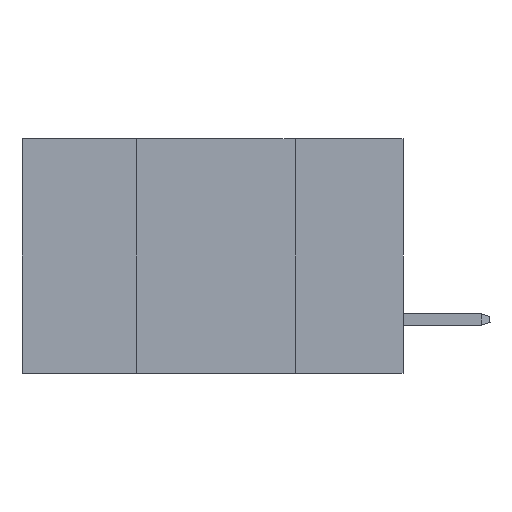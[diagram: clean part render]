
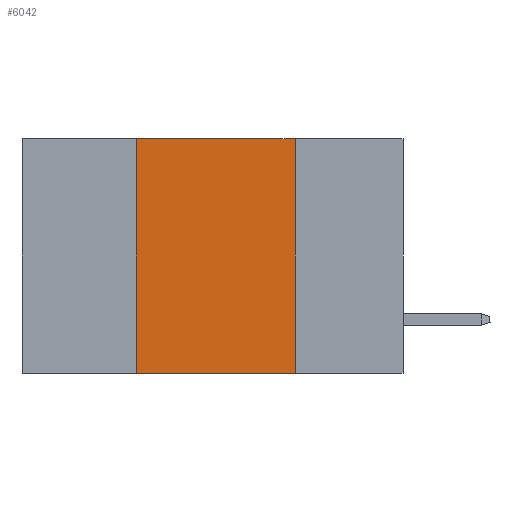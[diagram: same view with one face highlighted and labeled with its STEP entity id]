
A CAD part, left-side view. The second image highlights one B-rep face of the part: STEP entity #6042.
In plain terms, the highlighted planar face has unit normal (-1, 0, 0).
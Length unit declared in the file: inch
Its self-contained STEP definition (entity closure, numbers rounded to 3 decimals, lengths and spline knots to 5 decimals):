
#375 = EDGE_CURVE ( 'NONE', #11595, #5557, #5127, .T. ) ;
#658 = CARTESIAN_POINT ( 'NONE',  ( 0., 0.6, 0. ) ) ;
#2557 = ORIENTED_EDGE ( 'NONE', *, *, #14056, .F. ) ;
#2856 = FACE_OUTER_BOUND ( 'NONE', #14836, .T. ) ;
#3034 = CARTESIAN_POINT ( 'NONE',  ( 0., 0.6, 0. ) ) ;
#3347 = LINE ( 'NONE', #658, #7899 ) ;
#4275 = DIRECTION ( 'NONE',  ( 1., 0., 0. ) ) ;
#4614 = EDGE_CURVE ( 'NONE', #13527, #15807, #10811, .T. ) ;
#5127 = LINE ( 'NONE', #10583, #11523 ) ;
#5557 = VERTEX_POINT ( 'NONE', #10752 ) ;
#6042 = ADVANCED_FACE ( 'NONE', ( #2856 ), #8315, .F. ) ;
#7899 = VECTOR ( 'NONE', #16972, 39.37008 ) ;
#8315 = PLANE ( 'NONE',  #16676 ) ;
#8935 = LINE ( 'NONE', #14351, #13442 ) ;
#9206 = DIRECTION ( 'NONE',  ( 0., -1., 0. ) ) ;
#9253 = DIRECTION ( 'NONE',  ( 0., 0., -1. ) ) ;
#9411 = EDGE_CURVE ( 'NONE', #13527, #5557, #8935, .T. ) ;
#9841 = DIRECTION ( 'NONE',  ( 0., 0., -1. ) ) ;
#10583 = CARTESIAN_POINT ( 'NONE',  ( 0., 0.17, 0. ) ) ;
#10632 = CARTESIAN_POINT ( 'NONE',  ( 0., 0.42, 0. ) ) ;
#10752 = CARTESIAN_POINT ( 'NONE',  ( 0., 0.17, -0.37 ) ) ;
#10811 = LINE ( 'NONE', #10632, #13487 ) ;
#11523 = VECTOR ( 'NONE', #9253, 39.37008 ) ;
#11595 = VERTEX_POINT ( 'NONE', #11721 ) ;
#11721 = CARTESIAN_POINT ( 'NONE',  ( 0., 0.17, 0. ) ) ;
#12891 = CARTESIAN_POINT ( 'NONE',  ( 0., 0.42, 0. ) ) ;
#13442 = VECTOR ( 'NONE', #9206, 39.37008 ) ;
#13487 = VECTOR ( 'NONE', #16041, 39.37008 ) ;
#13527 = VERTEX_POINT ( 'NONE', #14065 ) ;
#13962 = ORIENTED_EDGE ( 'NONE', *, *, #375, .F. ) ;
#14056 = EDGE_CURVE ( 'NONE', #15807, #11595, #3347, .T. ) ;
#14065 = CARTESIAN_POINT ( 'NONE',  ( 0., 0.42, -0.37 ) ) ;
#14351 = CARTESIAN_POINT ( 'NONE',  ( 0., 0.6, -0.37 ) ) ;
#14836 = EDGE_LOOP ( 'NONE', ( #13962, #2557, #16859, #15744 ) ) ;
#15744 = ORIENTED_EDGE ( 'NONE', *, *, #9411, .T. ) ;
#15807 = VERTEX_POINT ( 'NONE', #12891 ) ;
#16041 = DIRECTION ( 'NONE',  ( 0., 0., 1. ) ) ;
#16676 = AXIS2_PLACEMENT_3D ( 'NONE', #3034, #4275, #9841 ) ;
#16859 = ORIENTED_EDGE ( 'NONE', *, *, #4614, .F. ) ;
#16972 = DIRECTION ( 'NONE',  ( 0., -1., 0. ) ) ;
